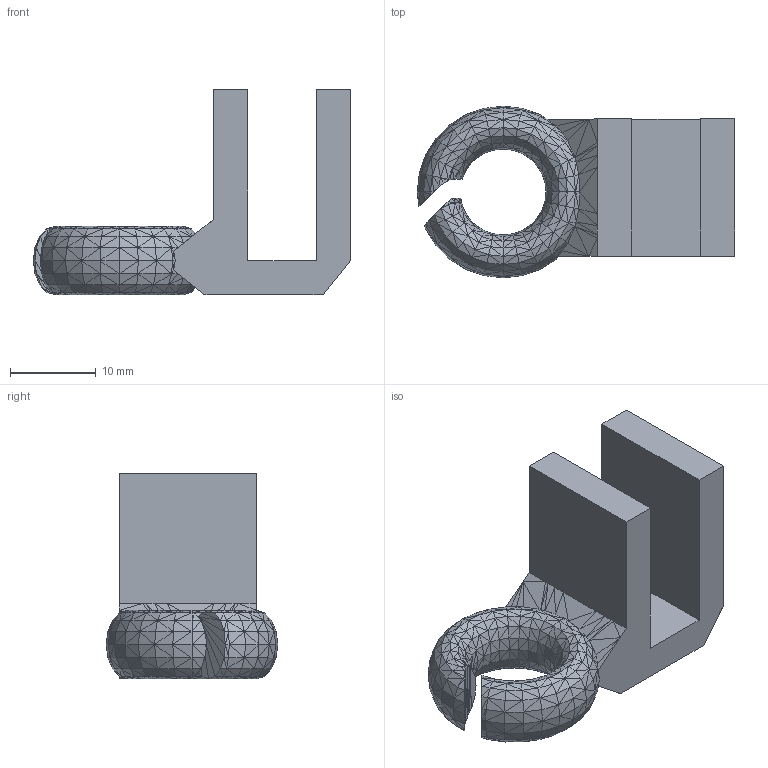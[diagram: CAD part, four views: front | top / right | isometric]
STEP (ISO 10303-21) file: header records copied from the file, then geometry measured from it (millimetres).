
FILE_DESCRIPTION(('FreeCAD Model'),'2;1');
FILE_NAME('anet_a8_filament_holder v2.step','2017-01-16T18:11:51',('Author'),(''), 'Open CASCADE STEP processor 6.8','FreeCAD','Unknown');
FILE_SCHEMA(('AUTOMOTIVE_DESIGN_CC2 { 1 2 10303 214 -1 1 5 4 }'));
Length unit declared in the file: millimetre
Products named in the file (2): ASSEMBLY; Solid
Assembly tree (1 placements, depth 2):
  ASSEMBLY
    Solid
Bounding box: 37 x 20 x 24 mm (x, y, z)
Volume: 5121.9 mm3; surface area: 3252.3 mm2
Topology: 1 solids, 1 shells, 1019 faces, 1596 edges, 579 vertices
Faces by surface type: plane 1019
Entity records: 39797 total; most frequent: CARTESIAN_POINT 7868, DIRECTION 5350, LINE 3308, VECTOR 3308, ORIENTED_EDGE 3192, PCURVE 3192, DEFINITIONAL_REPRESENTATION 3192, EDGE_CURVE 1596
